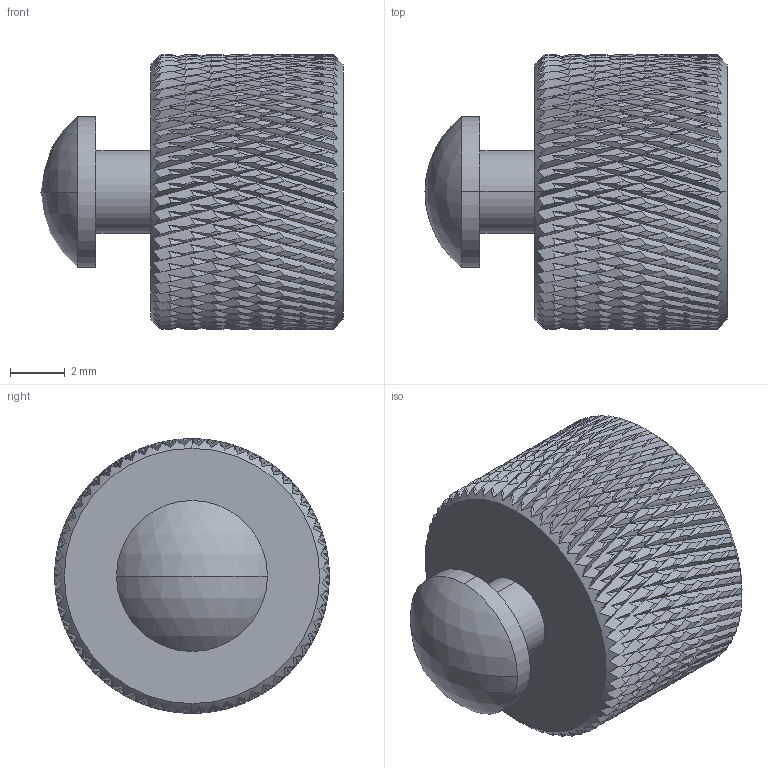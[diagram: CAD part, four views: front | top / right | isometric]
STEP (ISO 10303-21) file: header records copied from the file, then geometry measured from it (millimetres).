
FILE_DESCRIPTION (( 'STEP AP203' ), '1' );
FILE_NAME ('55-00184.STEP', '2023-02-02T23:42:59', ( '' ), ( '' ), 'SwSTEP 2.0', 'SolidWorks 2021', '' );
FILE_SCHEMA (( 'CONFIG_CONTROL_DESIGN' ));
Products named in the file (3): 55-00184; 55-00179-01___; 55-00179-04___
Assembly tree (2 placements, depth 2):
  55-00184
    55-00179-01___
    55-00179-04___
Bounding box: 11 x 10 x 10 mm (x, y, z)
Volume: 381.3 mm3; surface area: 743.1 mm2
Topology: 2 solids, 2 shells, 1601 faces, 4778 edges, 3183 vertices
Faces by surface type: bspline 1082, cylinder 500, cone 8, plane 5, torus 4, sphere 2
Entity records: 195455 total; most frequent: CARTESIAN_POINT 166187, ORIENTED_EDGE 9556, EDGE_CURVE 4778, B_SPLINE_CURVE_WITH_KNOTS 3494, VERTEX_POINT 3183, EDGE_LOOP 1605, FACE_OUTER_BOUND 1601, ADVANCED_FACE 1601
